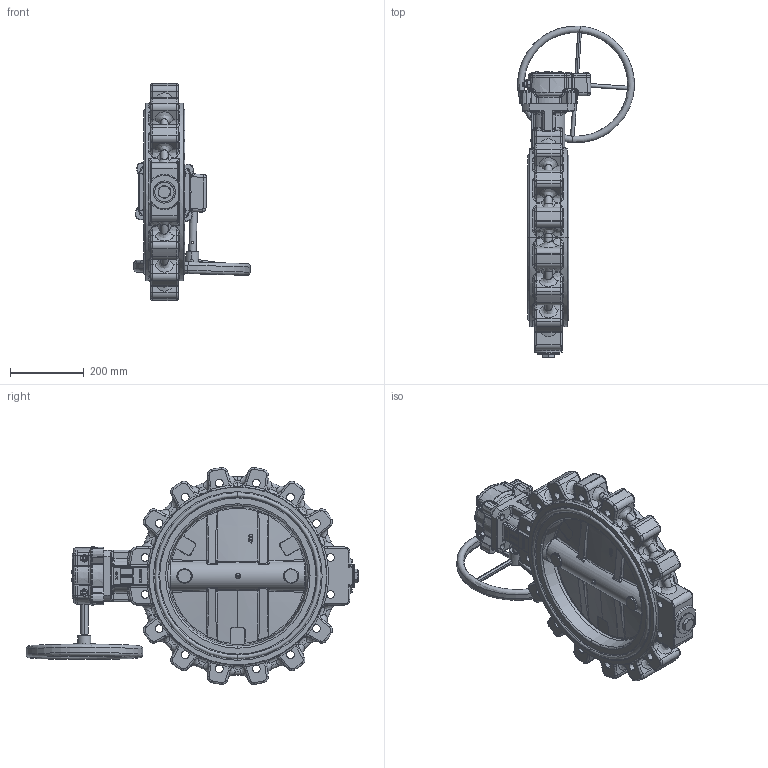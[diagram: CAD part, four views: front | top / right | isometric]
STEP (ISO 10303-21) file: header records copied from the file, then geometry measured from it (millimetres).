
FILE_DESCRIPTION (( 'STEP AP203' ), '1' );
FILE_NAME ('AK02_DN400-PN10_Getriebe.STEP', '2022-10-07T09:11:38', ( '' ), ( '' ), 'SwSTEP 2.0', 'SolidWorks 2021', '' );
FILE_SCHEMA (( 'CONFIG_CONTROL_DESIGN' ));
Products named in the file (4): AK01_DN350_Getriebe - Handrad; AK02_DN400-PN10_Getriebe; AK02_DN400-PN10_OH; AK01_DN400-PN10_Getriebe
Assembly tree (3 placements, depth 2):
  AK02_DN400-PN10_Getriebe
    AK02_DN400-PN10_OH
    AK01_DN400-PN10_Getriebe
    AK01_DN350_Getriebe - Handrad
Bounding box: 317.68 x 903.24 x 590.45 mm (x, y, z)
Volume: 17604581 mm3; surface area: 1386108.3 mm2
Topology: 21 solids, 29 shells, 3729 faces, 9404 edges, 5811 vertices
Faces by surface type: plane 1267, bspline 813, cylinder 648, torus 482, cone 411, sphere 108
Entity records: 217668 total; most frequent: CARTESIAN_POINT 135135, ORIENTED_EDGE 18568, DIRECTION 15050, EDGE_CURVE 9284, VERTEX_POINT 5811, AXIS2_PLACEMENT_3D 5750, EDGE_LOOP 4021, FACE_OUTER_BOUND 3730
